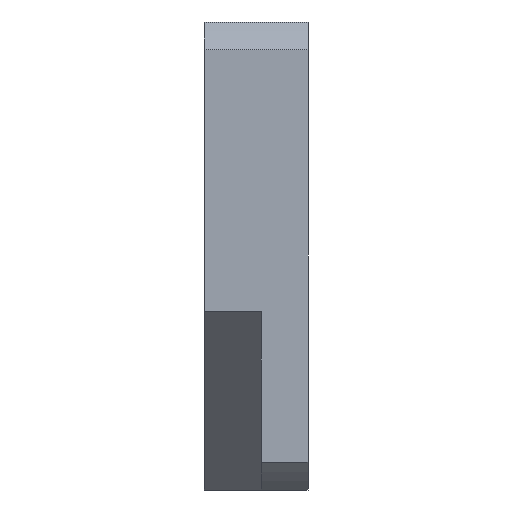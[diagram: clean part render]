
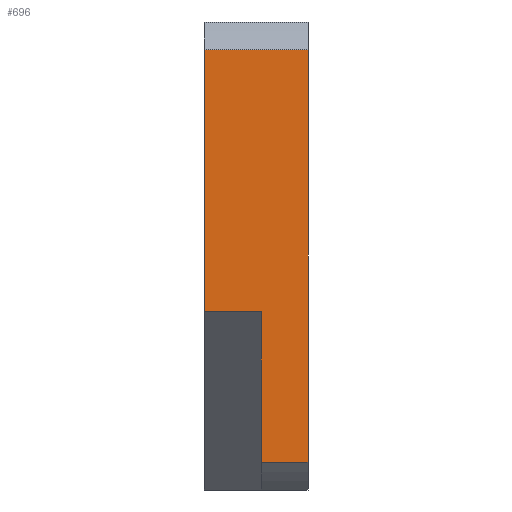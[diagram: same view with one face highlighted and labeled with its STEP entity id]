
A CAD part, left-side view. The second image highlights one B-rep face of the part: STEP entity #696.
In plain terms, the highlighted planar face has unit normal (-1, 0, 0).
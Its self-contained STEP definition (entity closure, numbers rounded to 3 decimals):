
#50 = ORIENTED_EDGE ( 'NONE', *, *, #228, .T. ) ;
#62 = LINE ( 'NONE', #1273, #1549 ) ;
#116 = CARTESIAN_POINT ( 'NONE',  ( -45., -1., 6.057 ) ) ;
#158 = FACE_OUTER_BOUND ( 'NONE', #369, .T. ) ;
#228 = EDGE_CURVE ( 'NONE', #1213, #818, #746, .T. ) ;
#229 = EDGE_CURVE ( 'NONE', #1514, #1576, #258, .T. ) ;
#233 = DIRECTION ( 'NONE',  ( 0., 0., -1. ) ) ;
#252 = VECTOR ( 'NONE', #751, 1000. ) ;
#258 = LINE ( 'NONE', #1256, #655 ) ;
#272 = AXIS2_PLACEMENT_3D ( 'NONE', #776, #1533, #1509 ) ;
#274 = CARTESIAN_POINT ( 'NONE',  ( -45., -10., 45. ) ) ;
#279 = ORIENTED_EDGE ( 'NONE', *, *, #740, .T. ) ;
#297 = ORIENTED_EDGE ( 'NONE', *, *, #702, .T. ) ;
#358 = CARTESIAN_POINT ( 'NONE',  ( -45., -10., 39.686 ) ) ;
#369 = EDGE_LOOP ( 'NONE', ( #484, #297, #50, #279, #1434, #453 ) ) ;
#420 = LINE ( 'NONE', #274, #1579 ) ;
#453 = ORIENTED_EDGE ( 'NONE', *, *, #575, .T. ) ;
#470 = CARTESIAN_POINT ( 'NONE',  ( -45., -1., -10.737 ) ) ;
#484 = ORIENTED_EDGE ( 'NONE', *, *, #1448, .T. ) ;
#575 = EDGE_CURVE ( 'NONE', #1576, #710, #857, .T. ) ;
#603 = VECTOR ( 'NONE', #1426, 1000. ) ;
#647 = DIRECTION ( 'NONE',  ( 0., 0., -1. ) ) ;
#655 = VECTOR ( 'NONE', #904, 1000. ) ;
#696 = ADVANCED_FACE ( 'NONE', ( #158 ), #1519, .T. ) ;
#702 = EDGE_CURVE ( 'NONE', #1156, #1213, #420, .T. ) ;
#710 = VERTEX_POINT ( 'NONE', #1266 ) ;
#740 = EDGE_CURVE ( 'NONE', #818, #1514, #62, .T. ) ;
#746 = LINE ( 'NONE', #1383, #252 ) ;
#751 = DIRECTION ( 'NONE',  ( 0., 1., 0. ) ) ;
#776 = CARTESIAN_POINT ( 'NONE',  ( -45., 0., 45. ) ) ;
#818 = VERTEX_POINT ( 'NONE', #830 ) ;
#830 = CARTESIAN_POINT ( 'NONE',  ( -45., 10., 39.686 ) ) ;
#857 = LINE ( 'NONE', #116, #1366 ) ;
#898 = LINE ( 'NONE', #1182, #603 ) ;
#904 = DIRECTION ( 'NONE',  ( 0., -1., 0. ) ) ;
#979 = CARTESIAN_POINT ( 'NONE',  ( -45., -10., -39.686 ) ) ;
#1156 = VERTEX_POINT ( 'NONE', #979 ) ;
#1182 = CARTESIAN_POINT ( 'NONE',  ( -45., 0., -39.686 ) ) ;
#1213 = VERTEX_POINT ( 'NONE', #358 ) ;
#1256 = CARTESIAN_POINT ( 'NONE',  ( -45., 5., -10.737 ) ) ;
#1266 = CARTESIAN_POINT ( 'NONE',  ( -45., -1., -39.686 ) ) ;
#1273 = CARTESIAN_POINT ( 'NONE',  ( -45., 10., 45. ) ) ;
#1285 = DIRECTION ( 'NONE',  ( 0., 0., 1. ) ) ;
#1366 = VECTOR ( 'NONE', #233, 1000. ) ;
#1383 = CARTESIAN_POINT ( 'NONE',  ( -45., 0., 39.686 ) ) ;
#1426 = DIRECTION ( 'NONE',  ( 0., -1., 0. ) ) ;
#1434 = ORIENTED_EDGE ( 'NONE', *, *, #229, .T. ) ;
#1448 = EDGE_CURVE ( 'NONE', #710, #1156, #898, .T. ) ;
#1509 = DIRECTION ( 'NONE',  ( 0., 0., 1. ) ) ;
#1514 = VERTEX_POINT ( 'NONE', #1535 ) ;
#1519 = PLANE ( 'NONE',  #272 ) ;
#1533 = DIRECTION ( 'NONE',  ( -1., 0., 0. ) ) ;
#1535 = CARTESIAN_POINT ( 'NONE',  ( -45., 10., -10.737 ) ) ;
#1549 = VECTOR ( 'NONE', #647, 1000. ) ;
#1576 = VERTEX_POINT ( 'NONE', #470 ) ;
#1579 = VECTOR ( 'NONE', #1285, 1000. ) ;
